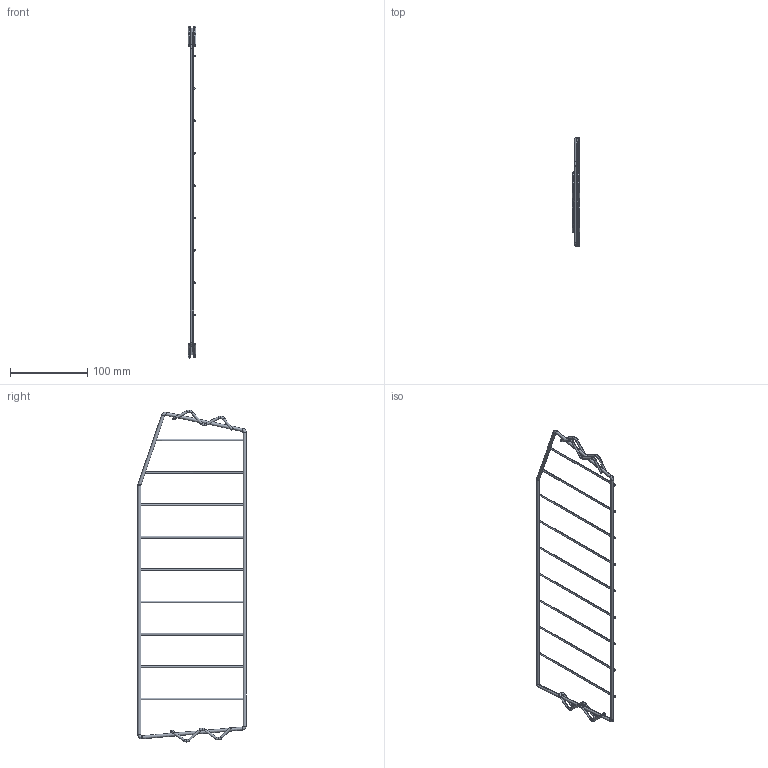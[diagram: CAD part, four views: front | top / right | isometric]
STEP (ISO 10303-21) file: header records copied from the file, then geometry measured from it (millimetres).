
FILE_DESCRIPTION (( 'STEP AP203' ), '1' );
FILE_NAME ('LM 619.STEP', '2023-02-22T12:56:09', ( '' ), ( '' ), 'SwSTEP 2.0', 'SolidWorks 2021', '' );
FILE_SCHEMA (( 'CONFIG_CONTROL_DESIGN' ));
Length unit declared in the file: millimetre
Products named in the file (1): LM 619
Bounding box: 10 x 140.4 x 430.68 mm (x, y, z)
Volume: 21087.3 mm3; surface area: 25900.6 mm2
Topology: 12 solids, 12 shells, 138 faces, 262 edges, 146 vertices
Faces by surface type: cylinder 60, torus 56, plane 22
Entity records: 3535 total; most frequent: DIRECTION 734, CARTESIAN_POINT 559, ORIENTED_EDGE 524, AXIS2_PLACEMENT_3D 337, EDGE_CURVE 262, CIRCLE 198, VERTEX_POINT 146, ADVANCED_FACE 138
